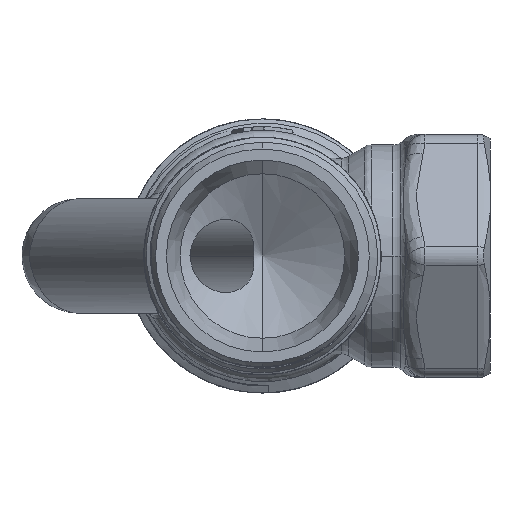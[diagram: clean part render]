
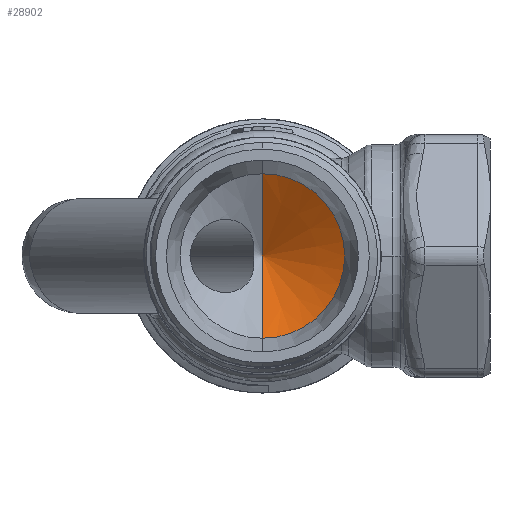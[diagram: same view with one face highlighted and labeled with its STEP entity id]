
A CAD part, front view. The second image highlights one B-rep face of the part: STEP entity #28902.
In plain terms, the highlighted conical face has half-angle 60 degrees and reference radius 4.59 mm.
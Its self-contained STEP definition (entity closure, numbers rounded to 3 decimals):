
#8609=DIRECTION('',(0.,-0.5,0.866));
#8610=VECTOR('',#8609,10.392);
#8611=CARTESIAN_POINT('',(0.,-13.704,0.));
#8612=LINE('',#8611,#8610);
#8613=DIRECTION('',(0.,-0.5,-0.866));
#8614=VECTOR('',#8613,10.392);
#8615=CARTESIAN_POINT('',(0.,-13.704,0.));
#8616=LINE('',#8615,#8614);
#10059=CARTESIAN_POINT('',(0.,-18.9,0.));
#10060=DIRECTION('',(0.,-1.,0.));
#10061=DIRECTION('',(0.,0.,-1.));
#10062=AXIS2_PLACEMENT_3D('',#10059,#10060,#10061);
#15807=CARTESIAN_POINT('',(0.,-13.704,0.));
#15808=CARTESIAN_POINT('',(0.,-18.9,9.));
#15809=VERTEX_POINT('',#15807);
#15810=VERTEX_POINT('',#15808);
#15811=CARTESIAN_POINT('',(0.,-18.9,-9.));
#15812=VERTEX_POINT('',#15811);
#28892=CARTESIAN_POINT('',(0.,-16.354,0.));
#28893=DIRECTION('',(0.,-1.,0.));
#28894=DIRECTION('',(0.,0.,-1.));
#28895=AXIS2_PLACEMENT_3D('',#28892,#28893,#28894);
#28896=CONICAL_SURFACE('',#28895,4.59,60.);
#28897=ORIENTED_EDGE('',*,*,#28886,.F.);
#28898=ORIENTED_EDGE('',*,*,#27617,.F.);
#28899=ORIENTED_EDGE('',*,*,#27615,.T.);
#28900=EDGE_LOOP('',(#28897,#28898,#28899));
#28901=FACE_OUTER_BOUND('',#28900,.F.);
#28902=ADVANCED_FACE('',(#28901),#28896,.F.);
#10063=CIRCLE('',#10062,9.);
#27615=EDGE_CURVE('',#15809,#15810,#8612,.T.);
#27617=EDGE_CURVE('',#15809,#15812,#8616,.T.);
#28886=EDGE_CURVE('',#15812,#15810,#10063,.T.);
